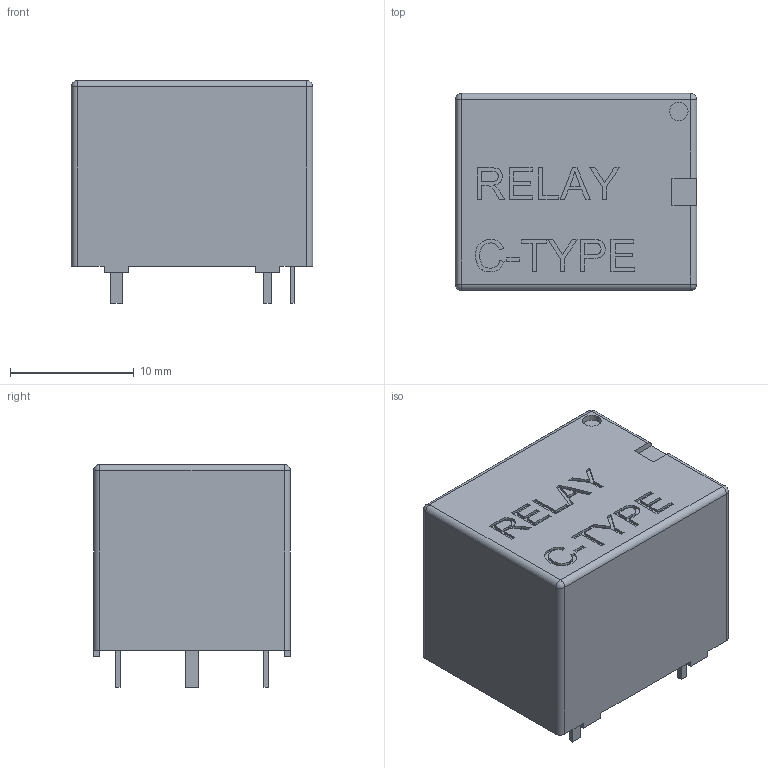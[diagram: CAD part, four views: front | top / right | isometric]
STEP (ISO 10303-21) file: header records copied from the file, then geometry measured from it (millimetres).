
FILE_DESCRIPTION (( 'STEP AP214' ), '1' );
FILE_NAME ('User Library-RELE.STEP', '2016-08-07T09:59:23', ( 'Windows User' ), ( '' ), 'SwSTEP 2.0', 'SolidWorks 2016', '' );
FILE_SCHEMA (( 'AUTOMOTIVE_DESIGN' ));
Length unit declared in the file: millimetre
Products named in the file (1): User Library-RELE
Bounding box: 19.5 x 15.9 x 18 mm (x, y, z)
Volume: 4642.6 mm3; surface area: 1731.2 mm2
Topology: 1 solids, 1 shells, 198 faces, 515 edges, 336 vertices
Faces by surface type: plane 157, bspline 24, cylinder 13, sphere 4
Entity records: 7811 total; most frequent: CARTESIAN_POINT 2686, ORIENTED_EDGE 1022, DIRECTION 839, EDGE_CURVE 511, LINE 437, VECTOR 437, VERTEX_POINT 336, EDGE_LOOP 219
